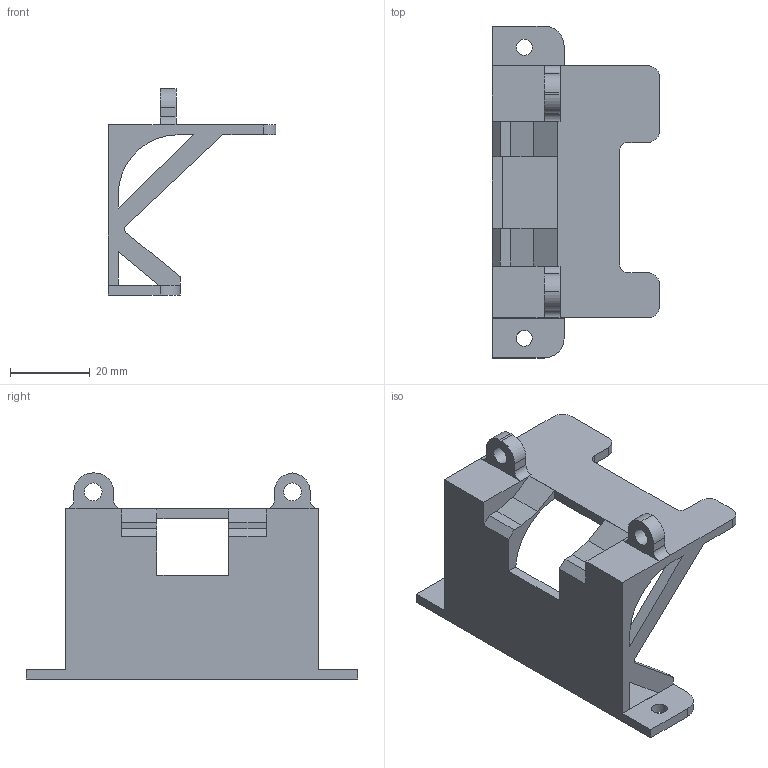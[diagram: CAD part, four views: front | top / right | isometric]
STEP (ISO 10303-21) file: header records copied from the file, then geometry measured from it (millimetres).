
FILE_DESCRIPTION(('HOOPS Exchange Step'),'2;1');
FILE_NAME('temp_export','2023-12-15T21:16:59+08:00',('mobile'),('Shapr3D Limited'),'HOOPS Exchange 2023.2','Shapr3D','Authorized');
FILE_SCHEMA( ('AUTOMOTIVE_DESIGN { 1 0 10303 214 1 1 1 1 }') );
Length unit declared in the file: millimetre
Products named in the file (1): root
Bounding box: 42 x 83.3 x 51.7 mm (x, y, z)
Volume: 17036.6 mm3; surface area: 14116 mm2
Topology: 1 solids, 1 shells, 76 faces, 237 edges, 156 vertices
Faces by surface type: plane 52, cylinder 24
Full cylindrical faces by diameter (mm): 4 x2, 4.5 x2
Entity records: 2683 total; most frequent: ORIENTED_EDGE 474, CARTESIAN_POINT 470, DIRECTION 441, EDGE_CURVE 237, VECTOR 187, LINE 187, VERTEX_POINT 156, AXIS2_PLACEMENT_3D 127
